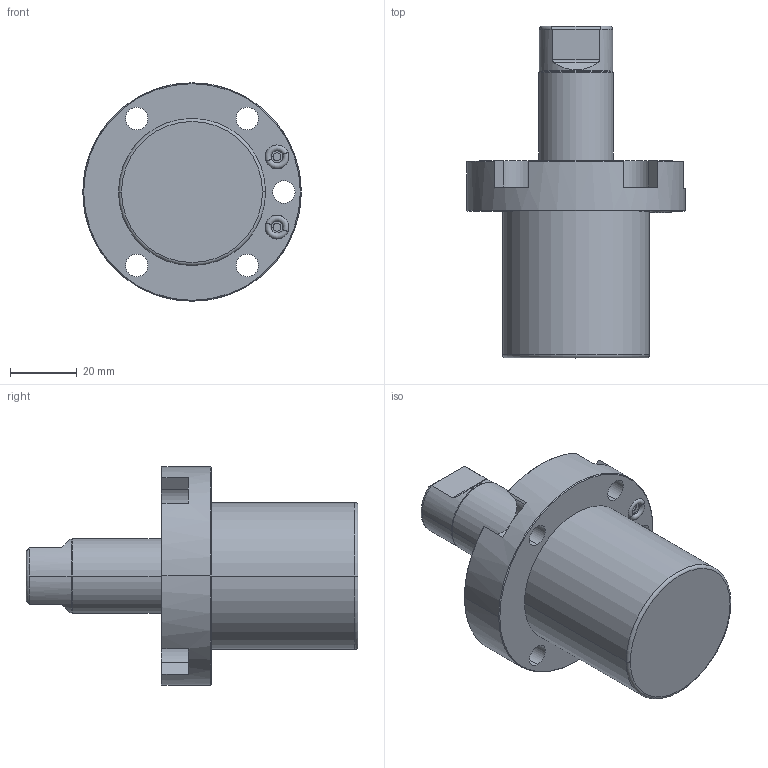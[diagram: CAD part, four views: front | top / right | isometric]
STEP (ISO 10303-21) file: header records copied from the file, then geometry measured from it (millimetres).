
FILE_DESCRIPTION((''),'2;1');
FILE_NAME('ILCM42162132','2012-10-04T',('jdw'),(''),'PRO/ENGINEER BY PARAMETRIC TECHNOLOGY CORPORATION, 2007460','PRO/ENGINEER BY PARAMETRIC TECHNOLOGY CORPORATION, 2007460','');
FILE_SCHEMA(('AUTOMOTIVE_DESIGN_CC2 { 1 2 10303 214 -1 1 5 2 }'));
Length unit declared in the file: millimetre
Products named in the file (1): ILCM42162132
Bounding box: 65.46 x 99.49 x 65.46 mm (x, y, z)
Volume: 124109.2 mm3; surface area: 21338 mm2
Topology: 3 solids, 4 shells, 94 faces, 233 edges, 147 vertices
Faces by surface type: cylinder 37, plane 30, torus 14, cone 13
Entity records: 3051 total; most frequent: CARTESIAN_POINT 608, DIRECTION 522, ORIENTED_EDGE 456, EDGE_CURVE 231, AXIS2_PLACEMENT_3D 216, VERTEX_POINT 147, CIRCLE 121, EDGE_LOOP 112
